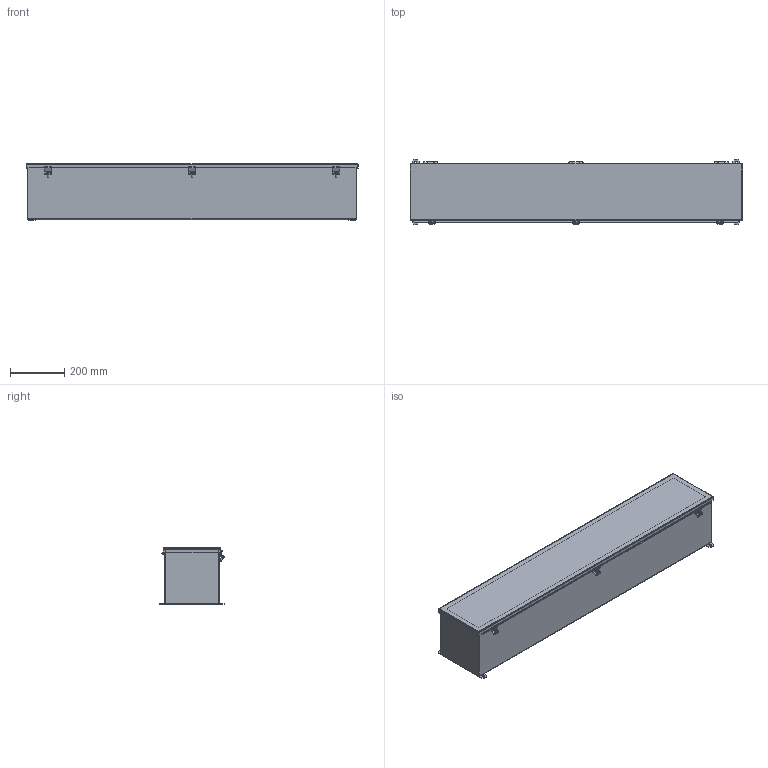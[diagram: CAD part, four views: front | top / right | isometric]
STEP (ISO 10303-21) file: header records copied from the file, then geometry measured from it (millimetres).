
FILE_DESCRIPTION (( 'STEP AP214' ), '1' );
FILE_NAME ('1486E48.STEP', '2023-06-20T10:20:33', ( '' ), ( '' ), 'SwSTEP 2.0', 'SolidWorks 2021', '' );
FILE_SCHEMA (( 'AUTOMOTIVE_DESIGN' ));
Length unit declared in the file: inch
Products named in the file (1): 1486E48
Bounding box: 1228.72 x 241.3 x 209.98 mm (x, y, z)
Volume: 2398366.2 mm3; surface area: 2458742.3 mm2
Topology: 14 solids, 14 shells, 503 faces, 1330 edges, 864 vertices
Faces by surface type: plane 349, cylinder 125, cone 15, bspline 8, torus 6
Full cylindrical faces by diameter (mm): 4.572 x3, 5.41 x3, 6.35 x3, 7.937 x4, 12.268 x3
Entity records: 15848 total; most frequent: CARTESIAN_POINT 3317, ORIENTED_EDGE 2574, DIRECTION 2483, EDGE_CURVE 1287, VECTOR 919, LINE 919, VERTEX_POINT 852, AXIS2_PLACEMENT_3D 782
